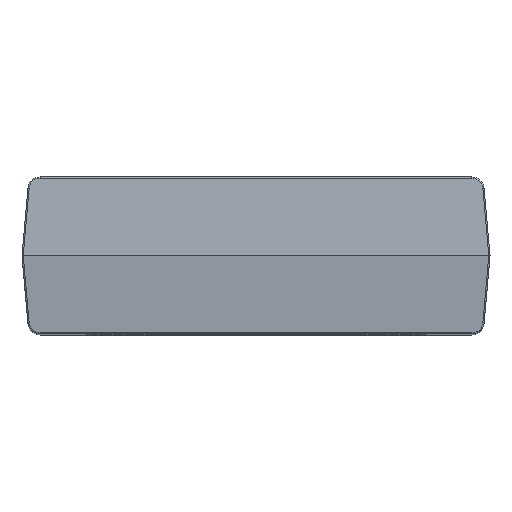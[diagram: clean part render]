
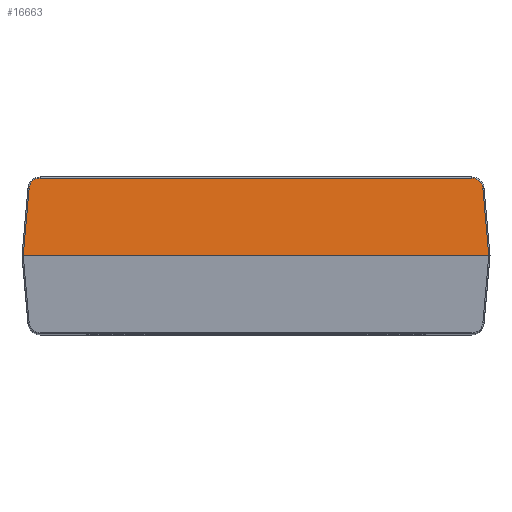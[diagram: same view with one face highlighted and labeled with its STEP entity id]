
A CAD part, top view. The second image highlights one B-rep face of the part: STEP entity #16663.
In plain terms, the highlighted planar face has unit normal (0, 0.087, 0.996).
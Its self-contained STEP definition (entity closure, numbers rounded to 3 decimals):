
#25 = ORIENTED_EDGE ( 'NONE', *, *, #4346, .T. ) ;
#623 = CARTESIAN_POINT ( 'NONE',  ( -3.505, 0.982, 13.08 ) ) ;
#1102 = EDGE_CURVE ( 'NONE', #5572, #2933, #3847, .T. ) ;
#1207 = DIRECTION ( 'NONE',  ( 1., 0., 0. ) ) ;
#1827 = CARTESIAN_POINT ( 'NONE',  ( -3.685, 0.817, 13.094 ) ) ;
#2908 = CARTESIAN_POINT ( 'NONE',  ( 3.78, -0.273, 13.19 ) ) ;
#2933 = VERTEX_POINT ( 'NONE', #16149 ) ;
#3213 = CARTESIAN_POINT ( 'NONE',  ( -3.688, 0.982, 13.08 ) ) ;
#3599 = VECTOR ( 'NONE', #5319, 1000. ) ;
#3847 =( BOUNDED_CURVE ( )  B_SPLINE_CURVE ( 3, ( #18482, #15277, #16907, #20032 ),
 .UNSPECIFIED., .F., .F. ) 
 B_SPLINE_CURVE_WITH_KNOTS ( ( 4, 4 ),
 ( 0., 1.484 ),
 .UNSPECIFIED. ) 
 CURVE ( )  GEOMETRIC_REPRESENTATION_ITEM ( )  RATIONAL_B_SPLINE_CURVE ( ( 1., 0.825, 0.825, 1. ) ) 
 REPRESENTATION_ITEM ( '' )  );
#4346 = EDGE_CURVE ( 'NONE', #18999, #2933, #7732, .T. ) ;
#5319 = DIRECTION ( 'NONE',  ( -0.087, 0.992, -0.087 ) ) ;
#5572 = VERTEX_POINT ( 'NONE', #13801 ) ;
#5835 = ORIENTED_EDGE ( 'NONE', *, *, #1102, .F. ) ;
#6489 = CARTESIAN_POINT ( 'NONE',  ( -3.78, -0.277, 13.19 ) ) ;
#6500 = CARTESIAN_POINT ( 'NONE',  ( -3.603, 0.982, 13.08 ) ) ;
#6563 = EDGE_CURVE ( 'NONE', #8687, #18999, #9881, .T. ) ;
#7356 = FACE_OUTER_BOUND ( 'NONE', #19791, .T. ) ;
#7732 = LINE ( 'NONE', #14585, #3599 ) ;
#7791 = EDGE_CURVE ( 'NONE', #9065, #8687, #15163, .T. ) ;
#7896 = DIRECTION ( 'NONE',  ( -1., 0., 0. ) ) ;
#8687 = VERTEX_POINT ( 'NONE', #19019 ) ;
#9003 = DIRECTION ( 'NONE',  ( 0., 0.087, 0.996 ) ) ;
#9065 = VERTEX_POINT ( 'NONE', #18794 ) ;
#9881 = LINE ( 'NONE', #12058, #14007 ) ;
#9967 = EDGE_CURVE ( 'NONE', #9065, #13839, #12168, .T. ) ;
#10804 = VECTOR ( 'NONE', #7896, 1000. ) ;
#11048 = VECTOR ( 'NONE', #17348, 1000. ) ;
#12029 = PLANE ( 'NONE',  #15279 ) ;
#12058 = CARTESIAN_POINT ( 'NONE',  ( 3.8, -0.273, 13.19 ) ) ;
#12168 =( BOUNDED_CURVE ( )  B_SPLINE_CURVE ( 3, ( #1827, #12640, #6500, #17353 ),
 .UNSPECIFIED., .F., .F. ) 
 B_SPLINE_CURVE_WITH_KNOTS ( ( 4, 4 ),
 ( 1.658, 3.142 ),
 .UNSPECIFIED. ) 
 CURVE ( )  GEOMETRIC_REPRESENTATION_ITEM ( )  RATIONAL_B_SPLINE_CURVE ( ( 1., 0.825, 0.825, 1. ) ) 
 REPRESENTATION_ITEM ( '' )  );
#12640 = CARTESIAN_POINT ( 'NONE',  ( -3.676, 0.915, 13.086 ) ) ;
#13801 = CARTESIAN_POINT ( 'NONE',  ( 3.505, 0.982, 13.08 ) ) ;
#13839 = VERTEX_POINT ( 'NONE', #623 ) ;
#14007 = VECTOR ( 'NONE', #1207, 1000. ) ;
#14080 = ORIENTED_EDGE ( 'NONE', *, *, #15936, .T. ) ;
#14585 = CARTESIAN_POINT ( 'NONE',  ( 3.723, 0.378, 13.133 ) ) ;
#15163 = LINE ( 'NONE', #6489, #11048 ) ;
#15277 = CARTESIAN_POINT ( 'NONE',  ( 3.603, 0.982, 13.08 ) ) ;
#15279 = AXIS2_PLACEMENT_3D ( 'NONE', #18287, #9003, #19836 ) ;
#15936 = EDGE_CURVE ( 'NONE', #5572, #13839, #19077, .T. ) ;
#16101 = ORIENTED_EDGE ( 'NONE', *, *, #6563, .T. ) ;
#16149 = CARTESIAN_POINT ( 'NONE',  ( 3.685, 0.817, 13.094 ) ) ;
#16663 = ADVANCED_FACE ( 'NONE', ( #7356 ), #12029, .T. ) ;
#16907 = CARTESIAN_POINT ( 'NONE',  ( 3.676, 0.915, 13.086 ) ) ;
#16967 = ORIENTED_EDGE ( 'NONE', *, *, #9967, .F. ) ;
#17348 = DIRECTION ( 'NONE',  ( -0.087, -0.992, 0.087 ) ) ;
#17353 = CARTESIAN_POINT ( 'NONE',  ( -3.505, 0.982, 13.08 ) ) ;
#18287 = CARTESIAN_POINT ( 'NONE',  ( -3.8, -0.275, 13.19 ) ) ;
#18482 = CARTESIAN_POINT ( 'NONE',  ( 3.505, 0.982, 13.08 ) ) ;
#18794 = CARTESIAN_POINT ( 'NONE',  ( -3.685, 0.817, 13.094 ) ) ;
#18999 = VERTEX_POINT ( 'NONE', #2908 ) ;
#19019 = CARTESIAN_POINT ( 'NONE',  ( -3.78, -0.273, 13.19 ) ) ;
#19077 = LINE ( 'NONE', #3213, #10804 ) ;
#19471 = ORIENTED_EDGE ( 'NONE', *, *, #7791, .T. ) ;
#19791 = EDGE_LOOP ( 'NONE', ( #16967, #19471, #16101, #25, #5835, #14080 ) ) ;
#19836 = DIRECTION ( 'NONE',  ( 0., -0.996, 0.087 ) ) ;
#20032 = CARTESIAN_POINT ( 'NONE',  ( 3.685, 0.817, 13.094 ) ) ;
